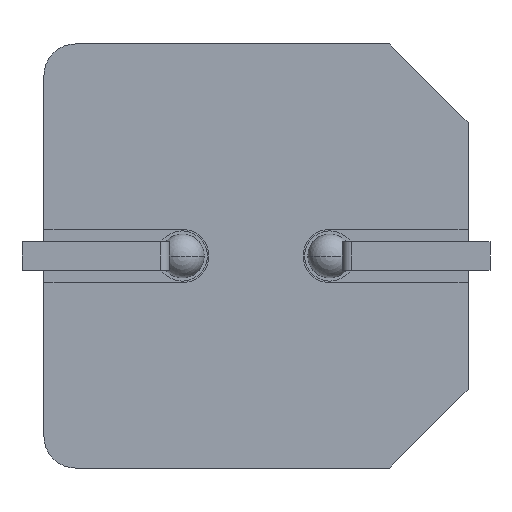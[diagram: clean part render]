
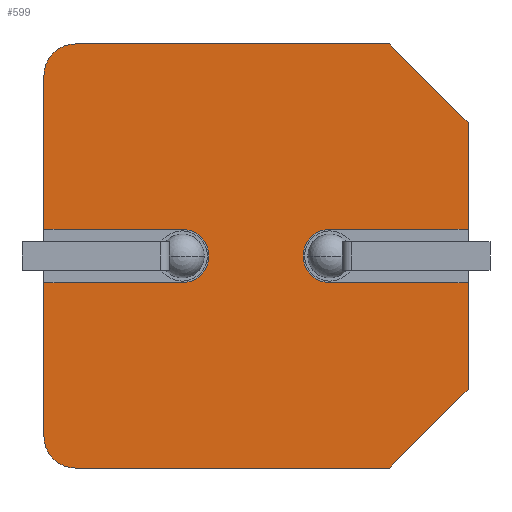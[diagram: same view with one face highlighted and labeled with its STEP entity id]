
A CAD part, front view. The second image highlights one B-rep face of the part: STEP entity #599.
In plain terms, the highlighted planar face has unit normal (0, -1, 0).
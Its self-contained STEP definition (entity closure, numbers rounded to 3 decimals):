
#64 = DIRECTION ( 'NONE',  ( 0., 0., -1. ) ) ;
#105 = CARTESIAN_POINT ( 'NONE',  ( -6.75, 0., 6.75 ) ) ;
#115 = AXIS2_PLACEMENT_3D ( 'NONE', #2078, #655, #277 ) ;
#126 = ORIENTED_EDGE ( 'NONE', *, *, #324, .F. ) ;
#149 = AXIS2_PLACEMENT_3D ( 'NONE', #427, #2283, #283 ) ;
#161 = VECTOR ( 'NONE', #803, 1000. ) ;
#167 = CARTESIAN_POINT ( 'NONE',  ( -6.75, 0., -0.85 ) ) ;
#177 = CARTESIAN_POINT ( 'NONE',  ( 6.75, 0., -4.25 ) ) ;
#193 = VERTEX_POINT ( 'NONE', #1431 ) ;
#202 = DIRECTION ( 'NONE',  ( 1., 0., 0. ) ) ;
#231 = CIRCLE ( 'NONE', #1914, 1. ) ;
#270 = PLANE ( 'NONE',  #149 ) ;
#277 = DIRECTION ( 'NONE',  ( 0., 0., -1. ) ) ;
#283 = DIRECTION ( 'NONE',  ( 0., 0., -1. ) ) ;
#301 = ORIENTED_EDGE ( 'NONE', *, *, #2345, .T. ) ;
#324 = EDGE_CURVE ( 'NONE', #849, #824, #549, .T. ) ;
#325 = EDGE_CURVE ( 'NONE', #1887, #805, #1290, .T. ) ;
#342 = DIRECTION ( 'NONE',  ( 0., 0., -1. ) ) ;
#402 = VERTEX_POINT ( 'NONE', #416 ) ;
#413 = DIRECTION ( 'NONE',  ( -1., 0., 0. ) ) ;
#414 = DIRECTION ( 'NONE',  ( 0.707, 0., 0.707 ) ) ;
#416 = CARTESIAN_POINT ( 'NONE',  ( 6.75, 0., 4.25 ) ) ;
#426 = DIRECTION ( 'NONE',  ( -1., 0., 0. ) ) ;
#427 = CARTESIAN_POINT ( 'NONE',  ( 0., 0., 0. ) ) ;
#476 = CARTESIAN_POINT ( 'NONE',  ( 6.75, 0., 0.85 ) ) ;
#483 = ORIENTED_EDGE ( 'NONE', *, *, #1778, .F. ) ;
#515 = CARTESIAN_POINT ( 'NONE',  ( -5.75, 0., 5.75 ) ) ;
#536 = CARTESIAN_POINT ( 'NONE',  ( -2.35, 0., 0.85 ) ) ;
#549 = LINE ( 'NONE', #2188, #2328 ) ;
#553 = CARTESIAN_POINT ( 'NONE',  ( -5.75, 0., 6.75 ) ) ;
#561 = VECTOR ( 'NONE', #202, 1000. ) ;
#578 = VERTEX_POINT ( 'NONE', #2260 ) ;
#592 = EDGE_CURVE ( 'NONE', #193, #1014, #2084, .T. ) ;
#599 = ADVANCED_FACE ( 'NONE', ( #815 ), #270, .T. ) ;
#606 = VECTOR ( 'NONE', #64, 1000. ) ;
#610 = DIRECTION ( 'NONE',  ( 0., 0., 1. ) ) ;
#635 = ORIENTED_EDGE ( 'NONE', *, *, #325, .F. ) ;
#655 = DIRECTION ( 'NONE',  ( 0., -1., 0. ) ) ;
#680 = DIRECTION ( 'NONE',  ( 1., 0., 0. ) ) ;
#748 = EDGE_CURVE ( 'NONE', #2030, #1403, #1593, .T. ) ;
#761 = LINE ( 'NONE', #2231, #606 ) ;
#762 = VECTOR ( 'NONE', #680, 1000. ) ;
#785 = DIRECTION ( 'NONE',  ( -0.707, 0., 0.707 ) ) ;
#803 = DIRECTION ( 'NONE',  ( 0., 0., -1. ) ) ;
#805 = VERTEX_POINT ( 'NONE', #1289 ) ;
#815 = FACE_OUTER_BOUND ( 'NONE', #1500, .T. ) ;
#824 = VERTEX_POINT ( 'NONE', #1451 ) ;
#839 = VERTEX_POINT ( 'NONE', #1839 ) ;
#849 = VERTEX_POINT ( 'NONE', #536 ) ;
#872 = VERTEX_POINT ( 'NONE', #2229 ) ;
#874 = ORIENTED_EDGE ( 'NONE', *, *, #2349, .F. ) ;
#901 = DIRECTION ( 'NONE',  ( -1., 0., 0. ) ) ;
#906 = VERTEX_POINT ( 'NONE', #934 ) ;
#928 = ORIENTED_EDGE ( 'NONE', *, *, #748, .T. ) ;
#934 = CARTESIAN_POINT ( 'NONE',  ( -6.75, 0., 5.75 ) ) ;
#943 = EDGE_CURVE ( 'NONE', #578, #1060, #1305, .T. ) ;
#955 = CARTESIAN_POINT ( 'NONE',  ( -2.35, 0., -0.85 ) ) ;
#1014 = VERTEX_POINT ( 'NONE', #167 ) ;
#1060 = VERTEX_POINT ( 'NONE', #177 ) ;
#1071 = VERTEX_POINT ( 'NONE', #1617 ) ;
#1110 = VECTOR ( 'NONE', #1211, 1000. ) ;
#1129 = LINE ( 'NONE', #1885, #1527 ) ;
#1147 = CIRCLE ( 'NONE', #115, 0.85 ) ;
#1150 = VECTOR ( 'NONE', #2023, 1000. ) ;
#1170 = LINE ( 'NONE', #1547, #161 ) ;
#1174 = DIRECTION ( 'NONE',  ( 0., 0., -1. ) ) ;
#1177 = EDGE_CURVE ( 'NONE', #402, #805, #1129, .T. ) ;
#1211 = DIRECTION ( 'NONE',  ( 1., 0., 0. ) ) ;
#1233 = AXIS2_PLACEMENT_3D ( 'NONE', #515, #1256, #342 ) ;
#1242 = DIRECTION ( 'NONE',  ( 0., 0., -1. ) ) ;
#1252 = EDGE_CURVE ( 'NONE', #2206, #849, #1147, .T. ) ;
#1256 = DIRECTION ( 'NONE',  ( 0., -1., 0. ) ) ;
#1289 = CARTESIAN_POINT ( 'NONE',  ( 4.25, 0., 6.75 ) ) ;
#1290 = LINE ( 'NONE', #2200, #561 ) ;
#1305 = LINE ( 'NONE', #2008, #2293 ) ;
#1337 = CARTESIAN_POINT ( 'NONE',  ( 6.75, 0., -0.85 ) ) ;
#1342 = LINE ( 'NONE', #2242, #1150 ) ;
#1343 = AXIS2_PLACEMENT_3D ( 'NONE', #1363, #2077, #1174 ) ;
#1363 = CARTESIAN_POINT ( 'NONE',  ( 2.35, 0., 0. ) ) ;
#1402 = LINE ( 'NONE', #2133, #762 ) ;
#1403 = VERTEX_POINT ( 'NONE', #1967 ) ;
#1413 = ORIENTED_EDGE ( 'NONE', *, *, #2319, .F. ) ;
#1418 = VECTOR ( 'NONE', #426, 1000. ) ;
#1431 = CARTESIAN_POINT ( 'NONE',  ( -6.75, 0., -5.75 ) ) ;
#1451 = CARTESIAN_POINT ( 'NONE',  ( -6.75, 0., 0.85 ) ) ;
#1488 = LINE ( 'NONE', #2228, #2227 ) ;
#1493 = CIRCLE ( 'NONE', #1343, 0.85 ) ;
#1500 = EDGE_LOOP ( 'NONE', ( #2152, #1584, #1413, #1933, #2291, #301, #1720, #928, #874, #1537, #635, #1561, #483, #126, #2048, #2321 ) ) ;
#1527 = VECTOR ( 'NONE', #785, 1000. ) ;
#1537 = ORIENTED_EDGE ( 'NONE', *, *, #1177, .T. ) ;
#1547 = CARTESIAN_POINT ( 'NONE',  ( 6.75, 0., 6.75 ) ) ;
#1561 = ORIENTED_EDGE ( 'NONE', *, *, #2174, .T. ) ;
#1584 = ORIENTED_EDGE ( 'NONE', *, *, #1620, .T. ) ;
#1593 = LINE ( 'NONE', #476, #1110 ) ;
#1606 = CARTESIAN_POINT ( 'NONE',  ( -5.75, 0., -5.75 ) ) ;
#1617 = CARTESIAN_POINT ( 'NONE',  ( 2.35, 0., -0.85 ) ) ;
#1620 = EDGE_CURVE ( 'NONE', #193, #839, #231, .T. ) ;
#1720 = ORIENTED_EDGE ( 'NONE', *, *, #1952, .T. ) ;
#1748 = EDGE_CURVE ( 'NONE', #1014, #2206, #1402, .T. ) ;
#1778 = EDGE_CURVE ( 'NONE', #824, #906, #1342, .T. ) ;
#1810 = EDGE_CURVE ( 'NONE', #872, #1060, #761, .T. ) ;
#1839 = CARTESIAN_POINT ( 'NONE',  ( -5.75, 0., -6.75 ) ) ;
#1885 = CARTESIAN_POINT ( 'NONE',  ( 5.5, 0., 5.5 ) ) ;
#1887 = VERTEX_POINT ( 'NONE', #553 ) ;
#1914 = AXIS2_PLACEMENT_3D ( 'NONE', #1606, #2307, #1242 ) ;
#1915 = CARTESIAN_POINT ( 'NONE',  ( 2.35, 0., 0.85 ) ) ;
#1933 = ORIENTED_EDGE ( 'NONE', *, *, #943, .T. ) ;
#1952 = EDGE_CURVE ( 'NONE', #1071, #2030, #1493, .T. ) ;
#1967 = CARTESIAN_POINT ( 'NONE',  ( 6.75, 0., 0.85 ) ) ;
#2008 = CARTESIAN_POINT ( 'NONE',  ( 5.5, 0., -5.5 ) ) ;
#2023 = DIRECTION ( 'NONE',  ( 0., 0., 1. ) ) ;
#2030 = VERTEX_POINT ( 'NONE', #1915 ) ;
#2048 = ORIENTED_EDGE ( 'NONE', *, *, #1252, .F. ) ;
#2077 = DIRECTION ( 'NONE',  ( 0., 1., 0. ) ) ;
#2078 = CARTESIAN_POINT ( 'NONE',  ( -2.35, 0., 0. ) ) ;
#2084 = LINE ( 'NONE', #105, #2365 ) ;
#2133 = CARTESIAN_POINT ( 'NONE',  ( -6.75, 0., -0.85 ) ) ;
#2152 = ORIENTED_EDGE ( 'NONE', *, *, #592, .F. ) ;
#2174 = EDGE_CURVE ( 'NONE', #1887, #906, #2261, .T. ) ;
#2188 = CARTESIAN_POINT ( 'NONE',  ( -6.75, 0., 0.85 ) ) ;
#2200 = CARTESIAN_POINT ( 'NONE',  ( -6.75, 0., 6.75 ) ) ;
#2206 = VERTEX_POINT ( 'NONE', #955 ) ;
#2227 = VECTOR ( 'NONE', #413, 1000. ) ;
#2228 = CARTESIAN_POINT ( 'NONE',  ( -6.75, 0., -6.75 ) ) ;
#2229 = CARTESIAN_POINT ( 'NONE',  ( 6.75, 0., -0.85 ) ) ;
#2231 = CARTESIAN_POINT ( 'NONE',  ( 6.75, 0., 6.75 ) ) ;
#2242 = CARTESIAN_POINT ( 'NONE',  ( -6.75, 0., 6.75 ) ) ;
#2260 = CARTESIAN_POINT ( 'NONE',  ( 4.25, 0., -6.75 ) ) ;
#2261 = CIRCLE ( 'NONE', #1233, 1. ) ;
#2283 = DIRECTION ( 'NONE',  ( 0., -1., 0. ) ) ;
#2291 = ORIENTED_EDGE ( 'NONE', *, *, #1810, .F. ) ;
#2293 = VECTOR ( 'NONE', #414, 1000. ) ;
#2296 = LINE ( 'NONE', #1337, #1418 ) ;
#2307 = DIRECTION ( 'NONE',  ( 0., -1., 0. ) ) ;
#2319 = EDGE_CURVE ( 'NONE', #578, #839, #1488, .T. ) ;
#2321 = ORIENTED_EDGE ( 'NONE', *, *, #1748, .F. ) ;
#2328 = VECTOR ( 'NONE', #901, 1000. ) ;
#2345 = EDGE_CURVE ( 'NONE', #872, #1071, #2296, .T. ) ;
#2349 = EDGE_CURVE ( 'NONE', #402, #1403, #1170, .T. ) ;
#2365 = VECTOR ( 'NONE', #610, 1000. ) ;
